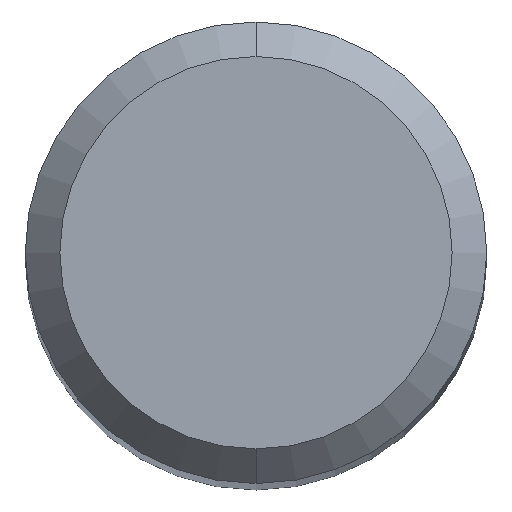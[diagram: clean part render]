
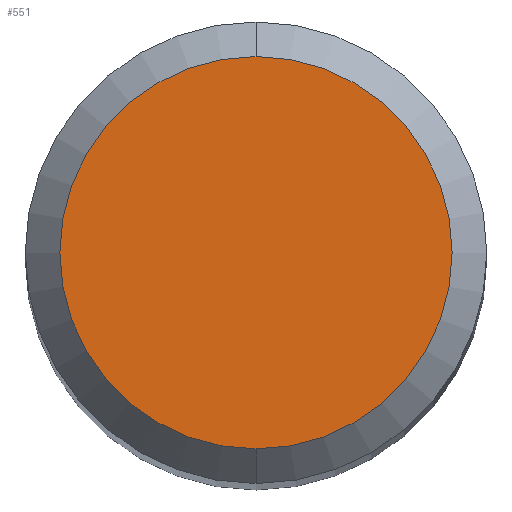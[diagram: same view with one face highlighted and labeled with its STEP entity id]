
A CAD part, top view. The second image highlights one B-rep face of the part: STEP entity #551.
In plain terms, the highlighted planar face has unit normal (0, 0, 1).
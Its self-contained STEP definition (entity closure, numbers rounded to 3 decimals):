
#531=VERTEX_POINT('',#1320);
#551=ADVANCED_FACE('',(#1342),#1343,.T.);
#851=EDGE_CURVE('',#531,#1051,#1670,.T.);
#955=EDGE_CURVE('',#1051,#531,#1784,.T.);
#1051=VERTEX_POINT('',#1890);
#1320=CARTESIAN_POINT('',(0.,-1.7,0.0));
#1342=FACE_OUTER_BOUND('',#2543,.T.);
#1343=PLANE('',#2544);
#1670=CIRCLE('',#3605,1.7);
#1784=CIRCLE('',#4093,1.7);
#1890=CARTESIAN_POINT('',(0.0,1.7,0.0));
#2543=EDGE_LOOP('',(#5242,#5243));
#2544=AXIS2_PLACEMENT_3D('',#5244,#5245,#5246);
#3605=AXIS2_PLACEMENT_3D('',#5616,#5617,#5618);
#4093=AXIS2_PLACEMENT_3D('',#5726,#5727,#5728);
#5242=ORIENTED_EDGE('',*,*,#955,.F.);
#5243=ORIENTED_EDGE('',*,*,#851,.F.);
#5244=CARTESIAN_POINT('',(0.0,0.85,0.0));
#5245=DIRECTION('',(-0.0,0.0,1.0));
#5246=DIRECTION('',(0.0,-1.0,0.0));
#5616=CARTESIAN_POINT('',(0.0,0.0,0.0));
#5617=DIRECTION('',(0.0,0.0,-1.0));
#5618=DIRECTION('',(0.0,1.0,0.0));
#5726=CARTESIAN_POINT('',(0.0,0.0,0.0));
#5727=DIRECTION('',(0.0,0.0,-1.0));
#5728=DIRECTION('',(0.0,1.0,0.0));
